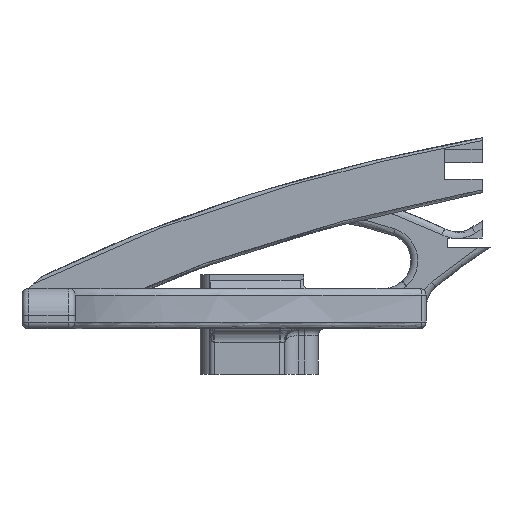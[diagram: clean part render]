
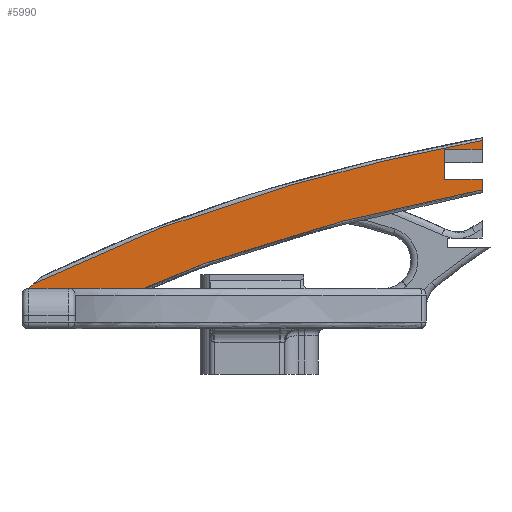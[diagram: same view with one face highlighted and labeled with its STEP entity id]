
A CAD part, left-side view. The second image highlights one B-rep face of the part: STEP entity #5990.
In plain terms, the highlighted planar face has unit normal (-1, 0, 0).
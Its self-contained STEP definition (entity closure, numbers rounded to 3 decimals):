
#139=PLANE('',#6574);
#321=LINE('',#8554,#674);
#572=LINE('',#11705,#925);
#573=LINE('',#11708,#926);
#574=LINE('',#11709,#927);
#575=LINE('',#11710,#928);
#576=LINE('',#11721,#929);
#577=LINE('',#11723,#930);
#674=VECTOR('',#6721,1000.);
#925=VECTOR('',#7910,1000.);
#926=VECTOR('',#7911,1000.);
#927=VECTOR('',#7912,1000.);
#928=VECTOR('',#7913,1000.);
#929=VECTOR('',#7914,1000.);
#930=VECTOR('',#7915,1000.);
#1315=CIRCLE('',#6573,2.5);
#2667=ORIENTED_EDGE('',*,*,#3889,.T.);
#2668=ORIENTED_EDGE('',*,*,#3890,.T.);
#2669=ORIENTED_EDGE('',*,*,#3193,.T.);
#2670=ORIENTED_EDGE('',*,*,#3379,.T.);
#2671=ORIENTED_EDGE('',*,*,#3378,.T.);
#2672=ORIENTED_EDGE('',*,*,#3377,.T.);
#2673=ORIENTED_EDGE('',*,*,#3816,.T.);
#2674=ORIENTED_EDGE('',*,*,#3891,.T.);
#2675=ORIENTED_EDGE('',*,*,#3887,.F.);
#2676=ORIENTED_EDGE('',*,*,#3892,.T.);
#2677=ORIENTED_EDGE('',*,*,#3893,.T.);
#2678=ORIENTED_EDGE('',*,*,#3894,.T.);
#2679=ORIENTED_EDGE('',*,*,#3895,.T.);
#3193=EDGE_CURVE('',#4080,#4079,#321,.F.);
#3377=EDGE_CURVE('',#4227,#4226,#4690,.T.);
#3378=EDGE_CURVE('',#4228,#4227,#4691,.T.);
#3379=EDGE_CURVE('',#4079,#4228,#4692,.T.);
#3816=EDGE_CURVE('',#4226,#4496,#4767,.T.);
#3887=EDGE_CURVE('',#4521,#4522,#1315,.T.);
#3889=EDGE_CURVE('',#4523,#4524,#572,.F.);
#3890=EDGE_CURVE('',#4524,#4080,#573,.T.);
#3891=EDGE_CURVE('',#4496,#4522,#574,.F.);
#3892=EDGE_CURVE('',#4521,#4525,#575,.F.);
#3893=EDGE_CURVE('',#4525,#4526,#4791,.T.);
#3894=EDGE_CURVE('',#4526,#4527,#576,.F.);
#3895=EDGE_CURVE('',#4527,#4523,#577,.F.);
#4079=VERTEX_POINT('',#8553);
#4080=VERTEX_POINT('',#8555);
#4226=VERTEX_POINT('',#9488);
#4227=VERTEX_POINT('',#9497);
#4228=VERTEX_POINT('',#9502);
#4496=VERTEX_POINT('',#11265);
#4521=VERTEX_POINT('',#11700);
#4522=VERTEX_POINT('',#11702);
#4523=VERTEX_POINT('',#11706);
#4524=VERTEX_POINT('',#11707);
#4525=VERTEX_POINT('',#11711);
#4526=VERTEX_POINT('',#11720);
#4527=VERTEX_POINT('',#11722);
#4690=B_SPLINE_CURVE_WITH_KNOTS('',3,(#9489,#9490,#9491,#9492,#9493,#9494,
#9495,#9496),.UNSPECIFIED.,.F.,.F.,(4,1,1,1,1,4),(0.302,0.327,
0.353,0.379,0.392,0.405),
 .UNSPECIFIED.);
#4691=B_SPLINE_CURVE_WITH_KNOTS('',3,(#9498,#9499,#9500,#9501),
 .UNSPECIFIED.,.F.,.F.,(4,4),(0.,1.),.UNSPECIFIED.);
#4692=B_SPLINE_CURVE_WITH_KNOTS('',3,(#9503,#9504,#9505,#9506),
 .UNSPECIFIED.,.F.,.F.,(4,4),(0.229,0.302),
 .UNSPECIFIED.);
#4767=B_SPLINE_CURVE_WITH_KNOTS('',3,(#11261,#11262,#11263,#11264),
 .UNSPECIFIED.,.F.,.F.,(4,4),(0.,1.),.UNSPECIFIED.);
#4791=B_SPLINE_CURVE_WITH_KNOTS('',3,(#11712,#11713,#11714,#11715,#11716,
#11717,#11718,#11719),.UNSPECIFIED.,.F.,.F.,(4,1,1,1,1,4),(0.,
0.04,0.06,0.08,0.119,
0.159),.UNSPECIFIED.);
#5127=EDGE_LOOP('',(#2667,#2668,#2669,#2670,#2671,#2672,#2673,#2674,#2675,
#2676,#2677,#2678,#2679));
#5553=FACE_BOUND('',#5127,.T.);
#5990=ADVANCED_FACE('',(#5553),#139,.T.);
#6573=AXIS2_PLACEMENT_3D('',#11701,#7905,#7906);
#6574=AXIS2_PLACEMENT_3D('',#11704,#7908,#7909);
#6721=DIRECTION('',(0.,0.,-1.));
#7905=DIRECTION('',(-1.,0.,0.));
#7906=DIRECTION('',(0.,0.,1.));
#7908=DIRECTION('',(-1.,0.,0.));
#7909=DIRECTION('',(0.,0.,1.));
#7910=DIRECTION('',(0.,0.,-1.));
#7911=DIRECTION('',(0.,-1.,0.));
#7912=DIRECTION('',(0.,1.,0.));
#7913=DIRECTION('',(0.,0.,1.));
#7914=DIRECTION('',(0.,0.,-1.));
#7915=DIRECTION('',(0.,-1.,0.));
#8553=CARTESIAN_POINT('',(-50.,-170.836,62.409));
#8554=CARTESIAN_POINT('',(-50.,-170.836,3.018));
#8555=CARTESIAN_POINT('',(-50.,-170.836,59.197));
#9488=CARTESIAN_POINT('',(-50.,-4.166,9.155));
#9489=CARTESIAN_POINT('',(-50.,-100.426,46.019));
#9490=CARTESIAN_POINT('',(-50.,-92.186,43.673));
#9491=CARTESIAN_POINT('',(-50.,-75.796,38.67));
#9492=CARTESIAN_POINT('',(-50.,-51.513,30.128));
#9493=CARTESIAN_POINT('',(-50.,-31.562,22.022));
#9494=CARTESIAN_POINT('',(-50.,-15.795,14.891));
#9495=CARTESIAN_POINT('',(-50.,-8.041,11.071));
#9496=CARTESIAN_POINT('',(-50.,-4.166,9.155));
#9497=CARTESIAN_POINT('',(-50.,-100.426,46.019));
#9498=CARTESIAN_POINT('',(-50.,-100.428,46.02));
#9499=CARTESIAN_POINT('',(-50.,-100.427,46.02));
#9500=CARTESIAN_POINT('',(-50.,-100.427,46.02));
#9501=CARTESIAN_POINT('',(-50.,-100.426,46.019));
#9502=CARTESIAN_POINT('',(-50.,-100.428,46.02));
#9503=CARTESIAN_POINT('',(-50.,-170.836,62.409));
#9504=CARTESIAN_POINT('',(-50.,-147.066,57.981));
#9505=CARTESIAN_POINT('',(-50.,-123.57,52.609));
#9506=CARTESIAN_POINT('',(-50.,-100.428,46.02));
#11261=CARTESIAN_POINT('',(-50.,-7.628,11.982));
#11262=CARTESIAN_POINT('',(-50.,-6.217,11.025));
#11263=CARTESIAN_POINT('',(-50.,-4.472,9.562));
#11264=CARTESIAN_POINT('',(-50.,-2.5,7.5));
#11265=CARTESIAN_POINT('',(-50.,-2.5,7.5));
#11700=CARTESIAN_POINT('',(-50.,-19.689,5.));
#11701=CARTESIAN_POINT('',(-50.,-17.189,5.));
#11702=CARTESIAN_POINT('',(-50.,-17.189,7.5));
#11704=CARTESIAN_POINT('',(-50.,-12.06,3.018));
#11705=CARTESIAN_POINT('',(-50.,-156.923,3.018));
#11706=CARTESIAN_POINT('',(-50.,-156.923,48.044));
#11707=CARTESIAN_POINT('',(-50.,-156.923,59.197));
#11708=CARTESIAN_POINT('',(-50.,-156.923,59.197));
#11709=CARTESIAN_POINT('',(-50.,-150.,7.5));
#11710=CARTESIAN_POINT('',(-50.,-19.689,-109.612));
#11711=CARTESIAN_POINT('',(-50.,-19.689,-3.272));
#11712=CARTESIAN_POINT('',(-50.,-19.689,-3.272));
#11713=CARTESIAN_POINT('',(-50.,-31.647,2.498));
#11714=CARTESIAN_POINT('',(-50.,-49.935,10.303));
#11715=CARTESIAN_POINT('',(-50.,-74.915,19.323));
#11716=CARTESIAN_POINT('',(-50.,-100.111,27.444));
#11717=CARTESIAN_POINT('',(-50.,-131.991,36.078));
#11718=CARTESIAN_POINT('',(-50.,-157.838,41.618));
#11719=CARTESIAN_POINT('',(-50.,-170.836,44.092));
#11720=CARTESIAN_POINT('',(-50.,-170.836,44.092));
#11721=CARTESIAN_POINT('',(-50.,-170.836,3.018));
#11722=CARTESIAN_POINT('',(-50.,-170.836,48.044));
#11723=CARTESIAN_POINT('',(-50.,-12.06,48.044));
